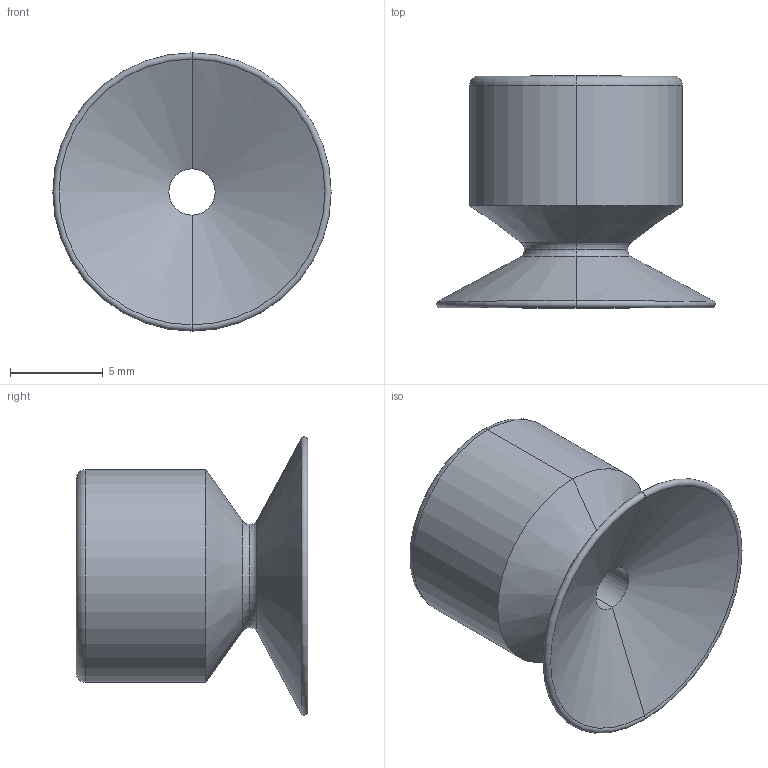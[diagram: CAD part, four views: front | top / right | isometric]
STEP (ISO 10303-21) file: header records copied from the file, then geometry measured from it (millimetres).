
FILE_DESCRIPTION (( 'STEP AP203' ), '1' );
FILE_NAME ('DL15US-05.STEP', '2018-06-04T06:01:23', ( '' ), ( '' ), 'SwSTEP 2.0', 'SolidWorks 2014', '' );
FILE_SCHEMA (( 'CONFIG_CONTROL_DESIGN' ));
Length unit declared in the file: millimetre
Products named in the file (1): DL15US-05
Bounding box: 15.04 x 12.52 x 15.04 mm (x, y, z)
Volume: 823.3 mm3; surface area: 982.3 mm2
Topology: 1 solids, 1 shells, 25 faces, 50 edges, 28 vertices
Faces by surface type: torus 8, cylinder 8, cone 6, plane 3
Entity records: 733 total; most frequent: DIRECTION 138, CARTESIAN_POINT 104, ORIENTED_EDGE 100, AXIS2_PLACEMENT_3D 62, EDGE_CURVE 50, CIRCLE 36, EDGE_LOOP 28, VERTEX_POINT 28
